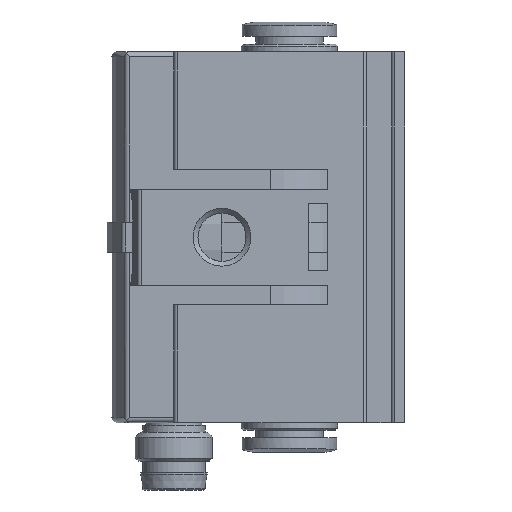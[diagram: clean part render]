
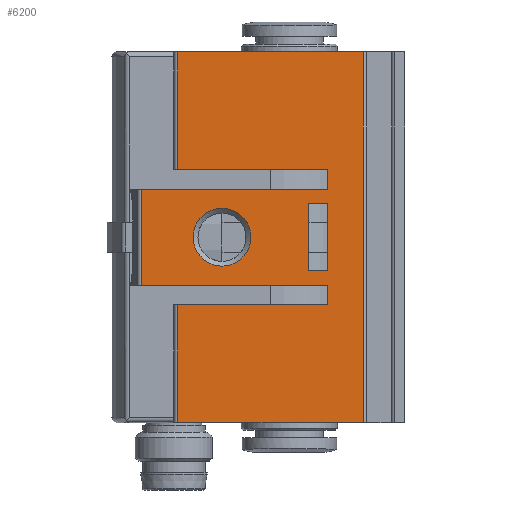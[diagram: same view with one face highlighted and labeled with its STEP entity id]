
A CAD part, left-side view. The second image highlights one B-rep face of the part: STEP entity #6200.
In plain terms, the highlighted face is planar.
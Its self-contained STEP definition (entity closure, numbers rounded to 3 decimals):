
#367=LINE('',#9434,#845);
#396=LINE('',#9530,#874);
#412=LINE('',#9567,#890);
#413=LINE('',#9570,#891);
#414=LINE('',#9572,#892);
#415=LINE('',#9574,#893);
#416=LINE('',#9576,#894);
#417=LINE('',#9578,#895);
#418=LINE('',#9580,#896);
#419=LINE('',#9582,#897);
#420=LINE('',#9583,#898);
#421=LINE('',#9584,#899);
#422=LINE('',#9585,#900);
#423=LINE('',#9588,#901);
#424=LINE('',#9590,#902);
#425=LINE('',#9592,#903);
#845=VECTOR('',#7700,1000.);
#874=VECTOR('',#7771,1000.);
#890=VECTOR('',#7799,1000.);
#891=VECTOR('',#7800,1000.);
#892=VECTOR('',#7801,1000.);
#893=VECTOR('',#7802,1000.);
#894=VECTOR('',#7803,1000.);
#895=VECTOR('',#7804,1000.);
#896=VECTOR('',#7805,1000.);
#897=VECTOR('',#7806,1000.);
#898=VECTOR('',#7807,1000.);
#899=VECTOR('',#7808,1000.);
#900=VECTOR('',#7809,1000.);
#901=VECTOR('',#7810,1000.);
#902=VECTOR('',#7811,1000.);
#903=VECTOR('',#7812,1000.);
#1160=PLANE('',#6678);
#2017=ORIENTED_EDGE('',*,*,#3254,.F.);
#2018=ORIENTED_EDGE('',*,*,#3255,.F.);
#2019=ORIENTED_EDGE('',*,*,#3256,.F.);
#2020=ORIENTED_EDGE('',*,*,#3257,.T.);
#2021=ORIENTED_EDGE('',*,*,#3258,.F.);
#2022=ORIENTED_EDGE('',*,*,#3259,.F.);
#2023=ORIENTED_EDGE('',*,*,#3260,.F.);
#2024=ORIENTED_EDGE('',*,*,#3261,.F.);
#2025=ORIENTED_EDGE('',*,*,#3262,.F.);
#2026=ORIENTED_EDGE('',*,*,#3236,.F.);
#2027=ORIENTED_EDGE('',*,*,#3263,.T.);
#2028=ORIENTED_EDGE('',*,*,#3187,.T.);
#2029=ORIENTED_EDGE('',*,*,#3264,.F.);
#2030=ORIENTED_EDGE('',*,*,#3265,.F.);
#2031=ORIENTED_EDGE('',*,*,#3266,.F.);
#2032=ORIENTED_EDGE('',*,*,#3267,.F.);
#2033=ORIENTED_EDGE('',*,*,#3268,.F.);
#3187=EDGE_CURVE('',#3866,#3865,#367,.T.);
#3236=EDGE_CURVE('',#3911,#3912,#396,.T.);
#3254=EDGE_CURVE('',#3926,#3926,#4235,.T.);
#3255=EDGE_CURVE('',#3927,#3928,#412,.T.);
#3256=EDGE_CURVE('',#3929,#3927,#413,.T.);
#3257=EDGE_CURVE('',#3929,#3930,#414,.T.);
#3258=EDGE_CURVE('',#3931,#3930,#415,.T.);
#3259=EDGE_CURVE('',#3932,#3931,#416,.T.);
#3260=EDGE_CURVE('',#3933,#3932,#417,.T.);
#3261=EDGE_CURVE('',#3934,#3933,#418,.T.);
#3262=EDGE_CURVE('',#3912,#3934,#419,.T.);
#3263=EDGE_CURVE('',#3911,#3866,#420,.T.);
#3264=EDGE_CURVE('',#3928,#3865,#421,.T.);
#3265=EDGE_CURVE('',#3935,#3936,#422,.T.);
#3266=EDGE_CURVE('',#3937,#3935,#423,.T.);
#3267=EDGE_CURVE('',#3938,#3937,#424,.T.);
#3268=EDGE_CURVE('',#3936,#3938,#425,.T.);
#3865=VERTEX_POINT('',#9433);
#3866=VERTEX_POINT('',#9435);
#3911=VERTEX_POINT('',#9529);
#3912=VERTEX_POINT('',#9531);
#3926=VERTEX_POINT('',#9566);
#3927=VERTEX_POINT('',#9568);
#3928=VERTEX_POINT('',#9569);
#3929=VERTEX_POINT('',#9571);
#3930=VERTEX_POINT('',#9573);
#3931=VERTEX_POINT('',#9575);
#3932=VERTEX_POINT('',#9577);
#3933=VERTEX_POINT('',#9579);
#3934=VERTEX_POINT('',#9581);
#3935=VERTEX_POINT('',#9586);
#3936=VERTEX_POINT('',#9587);
#3937=VERTEX_POINT('',#9589);
#3938=VERTEX_POINT('',#9591);
#4235=CIRCLE('',#6679,3.);
#4478=EDGE_LOOP('',(#2017));
#4479=EDGE_LOOP('',(#2018,#2019,#2020,#2021,#2022,#2023,#2024,#2025,#2026,
#2027,#2028,#2029));
#4480=EDGE_LOOP('',(#2030,#2031,#2032,#2033));
#4844=FACE_BOUND('',#4478,.T.);
#4845=FACE_BOUND('',#4479,.T.);
#4846=FACE_BOUND('',#4480,.T.);
#6200=ADVANCED_FACE('',(#4844,#4845,#4846),#1160,.F.);
#6678=AXIS2_PLACEMENT_3D('',#9564,#7795,#7796);
#6679=AXIS2_PLACEMENT_3D('',#9565,#7797,#7798);
#7700=DIRECTION('',(0.,1.,0.));
#7771=DIRECTION('',(0.,1.,0.));
#7795=DIRECTION('',(0.,0.,1.));
#7796=DIRECTION('',(1.,0.,0.));
#7797=DIRECTION('',(0.,0.,-1.));
#7798=DIRECTION('',(-1.,0.,0.));
#7799=DIRECTION('',(0.,1.,0.));
#7800=DIRECTION('',(-1.,0.,0.));
#7801=DIRECTION('',(0.,1.,0.));
#7802=DIRECTION('',(-1.,0.,0.));
#7803=DIRECTION('',(0.,1.,0.));
#7804=DIRECTION('',(-1.,0.,0.));
#7805=DIRECTION('',(0.,-1.,0.));
#7806=DIRECTION('',(-1.,0.,0.));
#7807=DIRECTION('',(-1.,0.,0.));
#7808=DIRECTION('',(-1.,0.,0.));
#7809=DIRECTION('',(1.,0.,0.));
#7810=DIRECTION('',(0.,1.,0.));
#7811=DIRECTION('',(-1.,0.,0.));
#7812=DIRECTION('',(0.,-1.,0.));
#9433=CARTESIAN_POINT('',(-19.25,23.6,-10.));
#9434=CARTESIAN_POINT('',(-19.25,4.32,-10.));
#9435=CARTESIAN_POINT('',(-19.25,4.32,-10.));
#9529=CARTESIAN_POINT('',(19.25,4.32,-10.));
#9530=CARTESIAN_POINT('',(19.25,4.32,-10.));
#9531=CARTESIAN_POINT('',(19.25,23.6,-10.));
#9564=CARTESIAN_POINT('',(19.25,4.32,-10.));
#9565=CARTESIAN_POINT('',(0.,19.,-10.));
#9566=CARTESIAN_POINT('',(-3.,19.,-10.));
#9567=CARTESIAN_POINT('',(-7.,4.32,-10.));
#9568=CARTESIAN_POINT('',(-7.,8.,-10.));
#9569=CARTESIAN_POINT('',(-7.,23.6,-10.));
#9570=CARTESIAN_POINT('',(19.25,8.,-10.));
#9571=CARTESIAN_POINT('',(-5.,8.,-10.));
#9572=CARTESIAN_POINT('',(-5.,8.,-10.));
#9573=CARTESIAN_POINT('',(-5.,27.402,-10.));
#9574=CARTESIAN_POINT('',(5.,27.402,-10.));
#9575=CARTESIAN_POINT('',(5.,27.402,-10.));
#9576=CARTESIAN_POINT('',(5.,8.,-10.));
#9577=CARTESIAN_POINT('',(5.,8.,-10.));
#9578=CARTESIAN_POINT('',(19.25,8.,-10.));
#9579=CARTESIAN_POINT('',(7.,8.,-10.));
#9580=CARTESIAN_POINT('',(7.,4.32,-10.));
#9581=CARTESIAN_POINT('',(7.,23.6,-10.));
#9582=CARTESIAN_POINT('',(19.25,23.6,-10.));
#9583=CARTESIAN_POINT('',(19.25,4.32,-10.));
#9584=CARTESIAN_POINT('',(19.25,23.6,-10.));
#9585=CARTESIAN_POINT('',(19.25,10.,-10.));
#9586=CARTESIAN_POINT('',(-3.5,10.,-10.));
#9587=CARTESIAN_POINT('',(3.5,10.,-10.));
#9588=CARTESIAN_POINT('',(-3.5,4.32,-10.));
#9589=CARTESIAN_POINT('',(-3.5,8.,-10.));
#9590=CARTESIAN_POINT('',(19.25,8.,-10.));
#9591=CARTESIAN_POINT('',(3.5,8.,-10.));
#9592=CARTESIAN_POINT('',(3.5,4.32,-10.));
